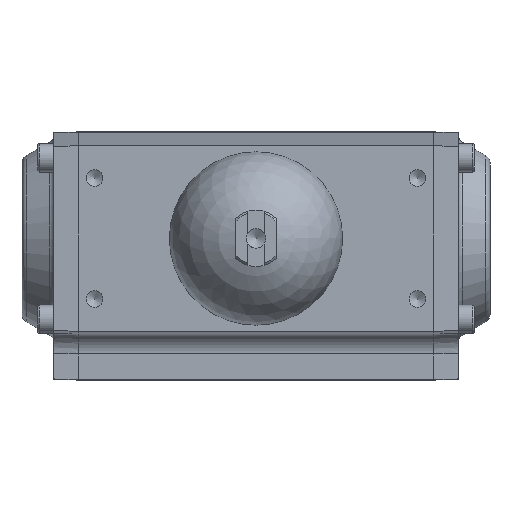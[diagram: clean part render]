
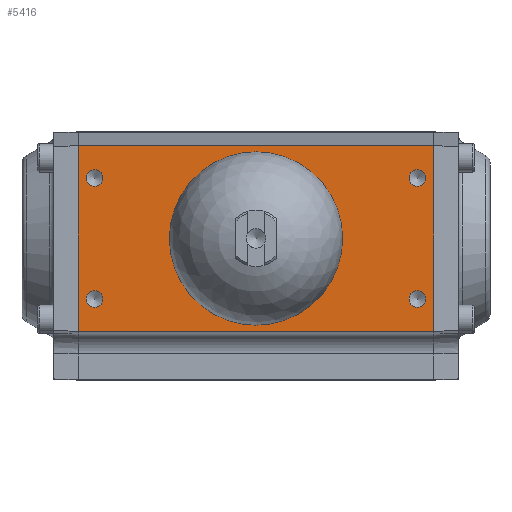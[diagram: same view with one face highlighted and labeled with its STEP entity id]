
A CAD part, top view. The second image highlights one B-rep face of the part: STEP entity #5416.
In plain terms, the highlighted planar face has unit normal (0, 0, 1).
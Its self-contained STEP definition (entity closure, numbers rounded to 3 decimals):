
#158=LINE('',#7198,#510);
#159=LINE('',#7201,#511);
#160=LINE('',#7203,#512);
#161=LINE('',#7205,#513);
#510=VECTOR('',#6136,1000.);
#511=VECTOR('',#6137,1000.);
#512=VECTOR('',#6138,1000.);
#513=VECTOR('',#6139,1000.);
#884=PLANE('',#5692);
#1153=ORIENTED_EDGE('',*,*,#2087,.T.);
#1154=ORIENTED_EDGE('',*,*,#2088,.T.);
#1155=ORIENTED_EDGE('',*,*,#2089,.T.);
#1156=ORIENTED_EDGE('',*,*,#2090,.T.);
#1157=ORIENTED_EDGE('',*,*,#2086,.F.);
#1158=ORIENTED_EDGE('',*,*,#2091,.T.);
#1159=ORIENTED_EDGE('',*,*,#2092,.T.);
#1160=ORIENTED_EDGE('',*,*,#2093,.T.);
#1161=ORIENTED_EDGE('',*,*,#2094,.T.);
#2086=EDGE_CURVE('',#2567,#2567,#2918,.T.);
#2087=EDGE_CURVE('',#2568,#2568,#2919,.F.);
#2088=EDGE_CURVE('',#2569,#2569,#2920,.F.);
#2089=EDGE_CURVE('',#2570,#2570,#2921,.F.);
#2090=EDGE_CURVE('',#2571,#2571,#2922,.F.);
#2091=EDGE_CURVE('',#2572,#2573,#158,.F.);
#2092=EDGE_CURVE('',#2573,#2574,#159,.T.);
#2093=EDGE_CURVE('',#2574,#2575,#160,.T.);
#2094=EDGE_CURVE('',#2575,#2572,#161,.F.);
#2567=VERTEX_POINT('',#7188);
#2568=VERTEX_POINT('',#7191);
#2569=VERTEX_POINT('',#7193);
#2570=VERTEX_POINT('',#7195);
#2571=VERTEX_POINT('',#7197);
#2572=VERTEX_POINT('',#7199);
#2573=VERTEX_POINT('',#7200);
#2574=VERTEX_POINT('',#7202);
#2575=VERTEX_POINT('',#7204);
#2918=CIRCLE('',#5691,11.);
#2919=CIRCLE('',#5693,2.067);
#2920=CIRCLE('',#5694,2.067);
#2921=CIRCLE('',#5695,2.067);
#2922=CIRCLE('',#5696,2.067);
#3038=EDGE_LOOP('',(#1153));
#3039=EDGE_LOOP('',(#1154));
#3040=EDGE_LOOP('',(#1155));
#3041=EDGE_LOOP('',(#1156));
#3042=EDGE_LOOP('',(#1157));
#3043=EDGE_LOOP('',(#1158,#1159,#1160,#1161));
#3372=FACE_BOUND('',#3038,.T.);
#3373=FACE_BOUND('',#3039,.T.);
#3374=FACE_BOUND('',#3040,.T.);
#3375=FACE_BOUND('',#3041,.T.);
#3376=FACE_BOUND('',#3042,.T.);
#3377=FACE_BOUND('',#3043,.T.);
#5416=ADVANCED_FACE('',(#3372,#3373,#3374,#3375,#3376,#3377),#884,.T.);
#5691=AXIS2_PLACEMENT_3D('',#7187,#6124,#6125);
#5692=AXIS2_PLACEMENT_3D('',#7189,#6126,#6127);
#5693=AXIS2_PLACEMENT_3D('',#7190,#6128,#6129);
#5694=AXIS2_PLACEMENT_3D('',#7192,#6130,#6131);
#5695=AXIS2_PLACEMENT_3D('',#7194,#6132,#6133);
#5696=AXIS2_PLACEMENT_3D('',#7196,#6134,#6135);
#6124=DIRECTION('',(0.,0.,1.));
#6125=DIRECTION('',(1.,0.,0.));
#6126=DIRECTION('',(0.,0.,1.));
#6127=DIRECTION('',(1.,0.,0.));
#6128=DIRECTION('',(0.,0.,1.));
#6129=DIRECTION('',(1.,0.,0.));
#6130=DIRECTION('',(0.,0.,1.));
#6131=DIRECTION('',(1.,0.,0.));
#6132=DIRECTION('',(0.,0.,1.));
#6133=DIRECTION('',(1.,0.,0.));
#6134=DIRECTION('',(0.,0.,1.));
#6135=DIRECTION('',(1.,0.,0.));
#6136=DIRECTION('',(0.,1.,0.));
#6137=DIRECTION('',(1.,0.,0.));
#6138=DIRECTION('',(0.,1.,0.));
#6139=DIRECTION('',(1.,0.,0.));
#7187=CARTESIAN_POINT('',(0.,0.,32.5));
#7188=CARTESIAN_POINT('',(11.,0.,32.5));
#7189=CARTESIAN_POINT('',(0.,-23.,32.5));
#7190=CARTESIAN_POINT('',(-40.,15.,32.5));
#7191=CARTESIAN_POINT('',(-37.933,15.,32.5));
#7192=CARTESIAN_POINT('',(40.,15.,32.5));
#7193=CARTESIAN_POINT('',(42.067,15.,32.5));
#7194=CARTESIAN_POINT('',(40.,-15.,32.5));
#7195=CARTESIAN_POINT('',(42.067,-15.,32.5));
#7196=CARTESIAN_POINT('',(-40.,-15.,32.5));
#7197=CARTESIAN_POINT('',(-37.933,-15.,32.5));
#7198=CARTESIAN_POINT('',(-44.1,-23.,32.5));
#7199=CARTESIAN_POINT('',(-44.1,23.,32.5));
#7200=CARTESIAN_POINT('',(-44.1,-23.,32.5));
#7201=CARTESIAN_POINT('',(0.,-23.,32.5));
#7202=CARTESIAN_POINT('',(44.1,-23.,32.5));
#7203=CARTESIAN_POINT('',(44.1,-23.,32.5));
#7204=CARTESIAN_POINT('',(44.1,23.,32.5));
#7205=CARTESIAN_POINT('',(0.,23.,32.5));
